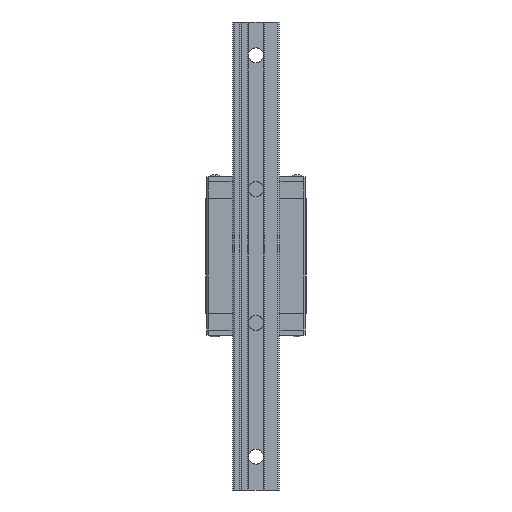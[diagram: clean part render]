
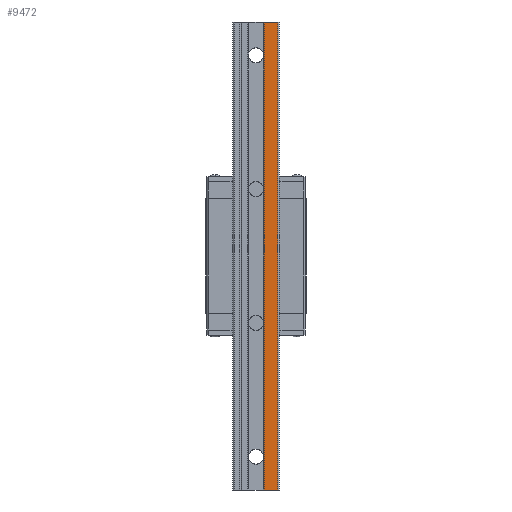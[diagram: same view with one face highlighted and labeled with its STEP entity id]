
A CAD part, front view. The second image highlights one B-rep face of the part: STEP entity #9472.
In plain terms, the highlighted planar face has unit normal (0, -1, 0).
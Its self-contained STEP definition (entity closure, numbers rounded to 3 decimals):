
#67 = EDGE_CURVE ( 'NONE', #3451, #4237, #1779, .T. ) ;
#165 = FACE_OUTER_BOUND ( 'NONE', #5387, .T. ) ;
#598 = CARTESIAN_POINT ( 'NONE',  ( 5., -23., 0. ) ) ;
#832 = PLANE ( 'NONE',  #3090 ) ;
#934 = VECTOR ( 'NONE', #2000, 1000. ) ;
#1202 = CARTESIAN_POINT ( 'NONE',  ( 13., -23., -280. ) ) ;
#1354 = DIRECTION ( 'NONE',  ( 1., 0., 0. ) ) ;
#1515 = DIRECTION ( 'NONE',  ( 1., 0., 0. ) ) ;
#1523 = ORIENTED_EDGE ( 'NONE', *, *, #4501, .F. ) ;
#1779 = LINE ( 'NONE', #2943, #8246 ) ;
#2000 = DIRECTION ( 'NONE',  ( 0., 0., 1. ) ) ;
#2348 = LINE ( 'NONE', #4688, #8318 ) ;
#2469 = CARTESIAN_POINT ( 'NONE',  ( 5., -23., -280. ) ) ;
#2617 = ORIENTED_EDGE ( 'NONE', *, *, #67, .F. ) ;
#2708 = DIRECTION ( 'NONE',  ( 0., 0., 1. ) ) ;
#2943 = CARTESIAN_POINT ( 'NONE',  ( 5., -23., 0. ) ) ;
#3090 = AXIS2_PLACEMENT_3D ( 'NONE', #2469, #7924, #3264 ) ;
#3254 = ORIENTED_EDGE ( 'NONE', *, *, #3554, .T. ) ;
#3264 = DIRECTION ( 'NONE',  ( 0., 0., -1. ) ) ;
#3417 = CARTESIAN_POINT ( 'NONE',  ( 13., -23., -280. ) ) ;
#3451 = VERTEX_POINT ( 'NONE', #598 ) ;
#3554 = EDGE_CURVE ( 'NONE', #6167, #5058, #2348, .T. ) ;
#4237 = VERTEX_POINT ( 'NONE', #6271 ) ;
#4282 = CARTESIAN_POINT ( 'NONE',  ( 5., -23., -280. ) ) ;
#4501 = EDGE_CURVE ( 'NONE', #6167, #3451, #7219, .T. ) ;
#4688 = CARTESIAN_POINT ( 'NONE',  ( 5., -23., -280. ) ) ;
#4702 = VECTOR ( 'NONE', #2708, 1000. ) ;
#5058 = VERTEX_POINT ( 'NONE', #3417 ) ;
#5149 = LINE ( 'NONE', #1202, #934 ) ;
#5387 = EDGE_LOOP ( 'NONE', ( #2617, #1523, #3254, #5873 ) ) ;
#5873 = ORIENTED_EDGE ( 'NONE', *, *, #8394, .T. ) ;
#6167 = VERTEX_POINT ( 'NONE', #7668 ) ;
#6271 = CARTESIAN_POINT ( 'NONE',  ( 13., -23., 0. ) ) ;
#7219 = LINE ( 'NONE', #4282, #4702 ) ;
#7668 = CARTESIAN_POINT ( 'NONE',  ( 5., -23., -280. ) ) ;
#7924 = DIRECTION ( 'NONE',  ( 0., -1., 0. ) ) ;
#8246 = VECTOR ( 'NONE', #1354, 1000. ) ;
#8318 = VECTOR ( 'NONE', #1515, 1000. ) ;
#8394 = EDGE_CURVE ( 'NONE', #5058, #4237, #5149, .T. ) ;
#9472 = ADVANCED_FACE ( 'NONE', ( #165 ), #832, .T. ) ;
